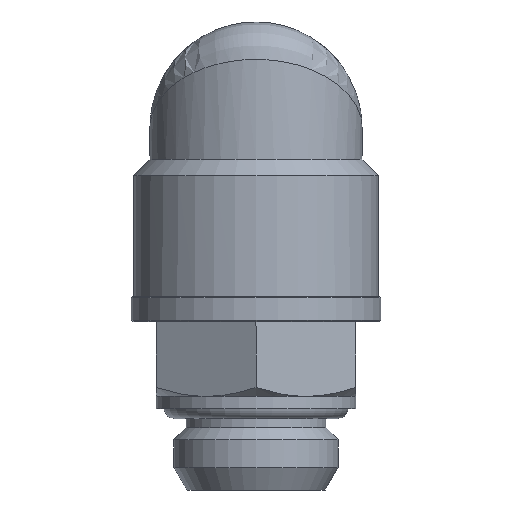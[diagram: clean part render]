
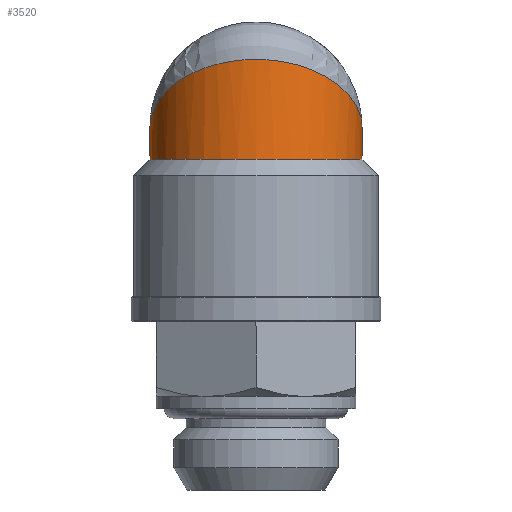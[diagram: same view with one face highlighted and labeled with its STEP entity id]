
A CAD part, left-side view. The second image highlights one B-rep face of the part: STEP entity #3520.
In plain terms, the highlighted cylindrical face has radius 8.5 mm (diameter 17 mm), a partial arc.
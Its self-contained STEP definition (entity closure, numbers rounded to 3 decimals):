
#12=ELLIPSE('',#3422,12.021,8.5);
#13=ELLIPSE('',#3423,12.021,8.5);
#20=(
BOUNDED_CURVE()
B_SPLINE_CURVE(3,(#3154,#3155,#3156,#3157,#3158,#3159,#3160,#3161,#3162,
#3163,#3164,#3165,#3166,#3167,#3168,#3169,#3170,#3171,#3172,#3173,#3174,
#3175,#3176,#3177,#3178,#3179,#3180),.UNSPECIFIED.,.U.,.U.)
B_SPLINE_CURVE_WITH_KNOTS((4,1,1,1,1,1,1,1,1,1,1,1,1,1,1,1,1,1,1,1,1,1,1,
1,4),(0.,0.038,0.092,0.145,0.198,
0.249,0.299,0.348,0.396,
0.42,0.445,0.469,0.507,0.531,
0.555,0.58,0.604,0.652,
0.701,0.751,0.802,0.855,
0.908,0.962,1.),.UNSPECIFIED.)
CURVE()
GEOMETRIC_REPRESENTATION_ITEM()
RATIONAL_B_SPLINE_CURVE((1.,1.,1.,1.,1.,1.,1.,1.,1.,1.,1.,1.,1.,1.,1.,1.,
1.,1.,1.,1.,1.,1.,1.,1.,1.,1.,1.))
REPRESENTATION_ITEM('')
);
#661=CYLINDRICAL_SURFACE('',#3442,8.5);
#844=ORIENTED_EDGE('',*,*,#1071,.T.);
#845=ORIENTED_EDGE('',*,*,#1082,.T.);
#846=ORIENTED_EDGE('',*,*,#1069,.T.);
#847=ORIENTED_EDGE('',*,*,#1081,.F.);
#910=CIRCLE('',#3441,8.5);
#979=VERTEX_POINT('',#3045);
#980=VERTEX_POINT('',#3072);
#981=VERTEX_POINT('',#3074);
#982=VERTEX_POINT('',#3102);
#1069=EDGE_CURVE('',#980,#979,#12,.T.);
#1071=EDGE_CURVE('',#982,#981,#13,.T.);
#1081=EDGE_CURVE('',#982,#979,#910,.T.);
#1082=EDGE_CURVE('',#981,#980,#20,.T.);
#1207=EDGE_LOOP('',(#844,#845,#846,#847));
#1333=FACE_BOUND('',#1207,.T.);
#2065=DIRECTION('',(0.707,-0.707,0.));
#2066=DIRECTION('',(0.707,0.707,0.));
#2067=DIRECTION('',(0.707,-0.707,0.));
#2068=DIRECTION('',(-0.707,-0.707,0.));
#2103=DIRECTION('',(1.,0.,0.));
#2104=DIRECTION('',(0.,2.5,8.124));
#2105=DIRECTION('',(1.,0.,0.));
#2106=DIRECTION('',(0.,-1.,0.));
#3045=CARTESIAN_POINT('',(12.781,14.648,-8.124));
#3072=CARTESIAN_POINT('',(10.281,12.148,-8.5));
#3073=CARTESIAN_POINT('',(10.281,12.148,0.));
#3074=CARTESIAN_POINT('',(10.281,12.148,8.5));
#3102=CARTESIAN_POINT('',(12.781,14.648,8.124));
#3103=CARTESIAN_POINT('',(10.281,12.148,0.));
#3152=CARTESIAN_POINT('',(12.781,12.148,0.));
#3153=CARTESIAN_POINT('',(10.281,12.148,0.));
#3154=CARTESIAN_POINT('',(10.281,12.148,8.5));
#3155=CARTESIAN_POINT('',(10.078,11.835,8.5));
#3156=CARTESIAN_POINT('',(9.589,11.079,8.458));
#3157=CARTESIAN_POINT('',(8.826,9.899,8.233));
#3158=CARTESIAN_POINT('',(8.014,8.644,7.783));
#3159=CARTESIAN_POINT('',(7.258,7.475,7.142));
#3160=CARTESIAN_POINT('',(6.573,6.417,6.325));
#3161=CARTESIAN_POINT('',(5.975,5.494,5.346));
#3162=CARTESIAN_POINT('',(5.481,4.73,4.225));
#3163=CARTESIAN_POINT('',(5.166,4.242,3.182));
#3164=CARTESIAN_POINT('',(4.98,3.955,2.3));
#3165=CARTESIAN_POINT('',(4.875,3.792,1.614));
#3166=CARTESIAN_POINT('',(4.794,3.667,0.782));
#3167=CARTESIAN_POINT('',(4.77,3.631,-0.067));
#3168=CARTESIAN_POINT('',(4.806,3.687,-0.912));
#3169=CARTESIAN_POINT('',(4.875,3.792,-1.614));
#3170=CARTESIAN_POINT('',(4.98,3.955,-2.3));
#3171=CARTESIAN_POINT('',(5.166,4.242,-3.182));
#3172=CARTESIAN_POINT('',(5.481,4.73,-4.225));
#3173=CARTESIAN_POINT('',(5.975,5.494,-5.346));
#3174=CARTESIAN_POINT('',(6.573,6.417,-6.325));
#3175=CARTESIAN_POINT('',(7.258,7.475,-7.142));
#3176=CARTESIAN_POINT('',(8.014,8.644,-7.783));
#3177=CARTESIAN_POINT('',(8.826,9.899,-8.233));
#3178=CARTESIAN_POINT('',(9.589,11.079,-8.458));
#3179=CARTESIAN_POINT('',(10.078,11.835,-8.5));
#3180=CARTESIAN_POINT('',(10.281,12.148,-8.5));
#3422=AXIS2_PLACEMENT_3D('',#3073,#2065,#2066);
#3423=AXIS2_PLACEMENT_3D('',#3103,#2067,#2068);
#3441=AXIS2_PLACEMENT_3D('',#3152,#2103,#2104);
#3442=AXIS2_PLACEMENT_3D('',#3153,#2105,#2106);
#3520=ADVANCED_FACE('',(#1333),#661,.T.);
